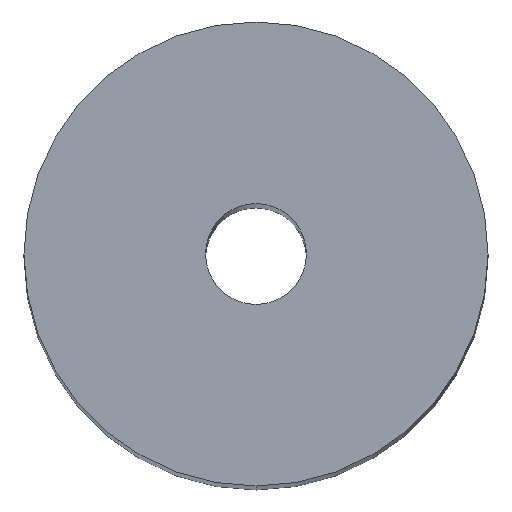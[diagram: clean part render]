
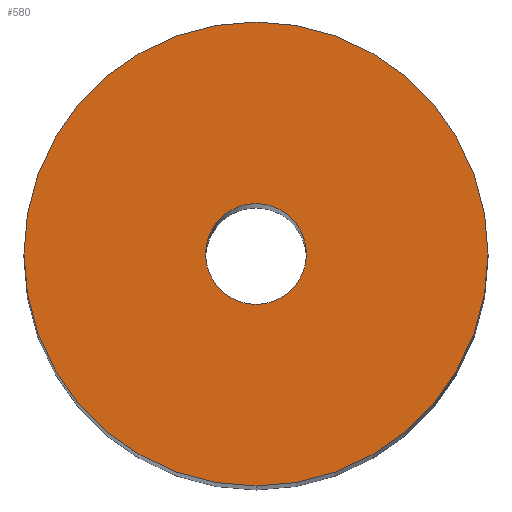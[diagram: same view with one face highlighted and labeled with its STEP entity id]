
A CAD part, top view. The second image highlights one B-rep face of the part: STEP entity #580.
In plain terms, the highlighted planar face has unit normal (0, 0, 1).
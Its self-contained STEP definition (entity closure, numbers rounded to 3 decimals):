
#386=VERTEX_POINT('NONE',#1094);
#412=VERTEX_POINT('NONE',#1123);
#472=VERTEX_POINT('NONE',#1191);
#478=EDGE_CURVE('NONE',#386,#412,#1197,.T.);
#580=ADVANCED_FACE('NONE',(#1309,#1310),#1311,.T.);
#630=EDGE_CURVE('NONE',#412,#386,#1366,.F.);
#636=VERTEX_POINT('NONE',#1372);
#646=EDGE_CURVE('NONE',#472,#636,#1384,.T.);
#996=EDGE_CURVE('NONE',#636,#472,#1769,.F.);
#1094=CARTESIAN_POINT('',(0.,11.5,140.0));
#1123=CARTESIAN_POINT('',(0.,-11.5,140.0));
#1191=CARTESIAN_POINT('',(0.,-2.5,140.0));
#1197=CIRCLE('',#2120,11.5);
#1309=FACE_OUTER_BOUND('',#2422,.T.);
#1310=FACE_BOUND('',#2423,.T.);
#1311=PLANE('',#2424);
#1366=CIRCLE('',#2548,11.5);
#1372=CARTESIAN_POINT('',(0.,2.5,140.0));
#1384=CIRCLE('',#2570,2.5);
#1769=CIRCLE('',#3201,2.5);
#2120=AXIS2_PLACEMENT_3D('',#3443,#3444,#3445);
#2422=EDGE_LOOP('',(#3564,#3565));
#2423=EDGE_LOOP('',(#3566,#3567));
#2424=AXIS2_PLACEMENT_3D('',#3568,#3569,#3570);
#2548=AXIS2_PLACEMENT_3D('',#3639,#3640,#3641);
#2570=AXIS2_PLACEMENT_3D('',#3662,#3663,#3664);
#3201=AXIS2_PLACEMENT_3D('',#4107,#4108,#4109);
#3443=CARTESIAN_POINT('',(0.,0.,140.0));
#3444=DIRECTION('',(0.,0.,-1.0));
#3445=DIRECTION('',(0.,1.0,0.));
#3564=ORIENTED_EDGE('',*,*,#478,.F.);
#3565=ORIENTED_EDGE('',*,*,#630,.F.);
#3566=ORIENTED_EDGE('',*,*,#646,.F.);
#3567=ORIENTED_EDGE('',*,*,#996,.F.);
#3568=CARTESIAN_POINT('',(0.,11.5,140.0));
#3569=DIRECTION('',(0.,0.,1.0));
#3570=DIRECTION('',(0.,1.0,0.));
#3639=CARTESIAN_POINT('',(0.,0.,140.0));
#3640=DIRECTION('',(0.,0.,1.0));
#3641=DIRECTION('',(0.,1.0,0.));
#3662=CARTESIAN_POINT('',(0.,0.,140.0));
#3663=DIRECTION('',(0.,0.,1.0));
#3664=DIRECTION('',(0.,-1.0,0.));
#4107=CARTESIAN_POINT('',(0.,0.,140.0));
#4108=DIRECTION('',(0.,0.,-1.0));
#4109=DIRECTION('',(0.,-1.0,0.));
